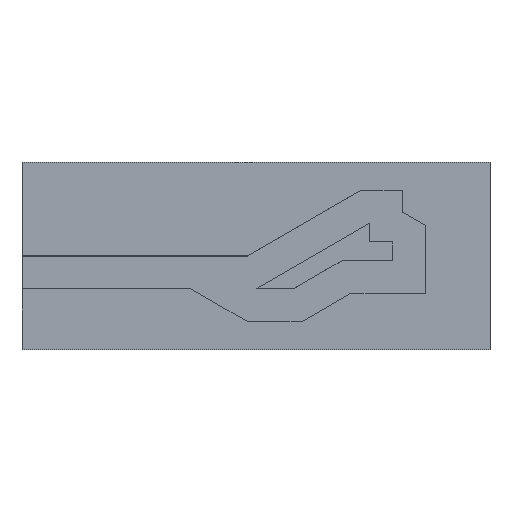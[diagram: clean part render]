
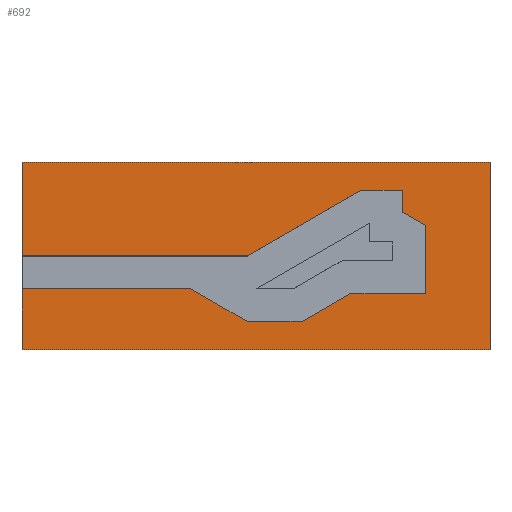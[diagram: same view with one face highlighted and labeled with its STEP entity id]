
A CAD part, top view. The second image highlights one B-rep face of the part: STEP entity #692.
In plain terms, the highlighted planar face has unit normal (0, 0, 1).
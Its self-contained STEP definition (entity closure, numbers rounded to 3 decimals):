
#8 = CARTESIAN_POINT ( 'NONE',  ( 50., 13.5, 3. ) ) ;
#12 = VECTOR ( 'NONE', #115, 1000. ) ;
#23 = VERTEX_POINT ( 'NONE', #107 ) ;
#35 = CARTESIAN_POINT ( 'NONE',  ( 0., 3.5, 3. ) ) ;
#40 = VECTOR ( 'NONE', #243, 1000. ) ;
#41 = ORIENTED_EDGE ( 'NONE', *, *, #232, .T. ) ;
#44 = ORIENTED_EDGE ( 'NONE', *, *, #72, .T. ) ;
#50 = VECTOR ( 'NONE', #106, 1000. ) ;
#65 = CARTESIAN_POINT ( 'NONE',  ( 36.187, 10.5, 3. ) ) ;
#72 = EDGE_CURVE ( 'NONE', #188, #572, #838, .T. ) ;
#83 = EDGE_CURVE ( 'NONE', #23, #524, #751, .T. ) ;
#84 = CARTESIAN_POINT ( 'NONE',  ( 43.124, 6.757, 3. ) ) ;
#87 = EDGE_CURVE ( 'NONE', #498, #487, #795, .T. ) ;
#88 = CARTESIAN_POINT ( 'NONE',  ( 0., 0., 3. ) ) ;
#90 = ORIENTED_EDGE ( 'NONE', *, *, #145, .T. ) ;
#106 = DIRECTION ( 'NONE',  ( 0., -1., 0. ) ) ;
#107 = CARTESIAN_POINT ( 'NONE',  ( 43.124, -0.5, 3. ) ) ;
#115 = DIRECTION ( 'NONE',  ( -1., 0., 0. ) ) ;
#122 = VERTEX_POINT ( 'NONE', #427 ) ;
#127 = DIRECTION ( 'NONE',  ( 0., -1., 0. ) ) ;
#130 = ORIENTED_EDGE ( 'NONE', *, *, #709, .T. ) ;
#145 = EDGE_CURVE ( 'NONE', #560, #300, #615, .T. ) ;
#150 = DIRECTION ( 'NONE',  ( 1., 0., 0. ) ) ;
#156 = VECTOR ( 'NONE', #495, 1000. ) ;
#158 = EDGE_CURVE ( 'NONE', #216, #188, #725, .T. ) ;
#161 = CARTESIAN_POINT ( 'NONE',  ( 0., 0., 3. ) ) ;
#166 = EDGE_CURVE ( 'NONE', #369, #742, #578, .T. ) ;
#173 = LINE ( 'NONE', #538, #733 ) ;
#175 = VECTOR ( 'NONE', #563, 1000. ) ;
#179 = CARTESIAN_POINT ( 'NONE',  ( 40.624, 8.2, 3. ) ) ;
#188 = VERTEX_POINT ( 'NONE', #65 ) ;
#201 = AXIS2_PLACEMENT_3D ( 'NONE', #161, #612, #233 ) ;
#208 = CARTESIAN_POINT ( 'NONE',  ( 18., 0., 3. ) ) ;
#214 = LINE ( 'NONE', #606, #50 ) ;
#216 = VERTEX_POINT ( 'NONE', #834 ) ;
#221 = VECTOR ( 'NONE', #328, 1000. ) ;
#232 = EDGE_CURVE ( 'NONE', #572, #498, #648, .T. ) ;
#233 = DIRECTION ( 'NONE',  ( 1., 0., 0. ) ) ;
#236 = CARTESIAN_POINT ( 'NONE',  ( 24.062, 3.5, 3. ) ) ;
#241 = ORIENTED_EDGE ( 'NONE', *, *, #423, .T. ) ;
#243 = DIRECTION ( 'NONE',  ( 0., 1., 0. ) ) ;
#246 = DIRECTION ( 'NONE',  ( 0.866, 0.5, 0. ) ) ;
#258 = DIRECTION ( 'NONE',  ( 0., -1., 0. ) ) ;
#269 = ORIENTED_EDGE ( 'NONE', *, *, #158, .T. ) ;
#273 = CARTESIAN_POINT ( 'NONE',  ( 35.134, -0.5, 3. ) ) ;
#274 = VECTOR ( 'NONE', #127, 1000. ) ;
#278 = VERTEX_POINT ( 'NONE', #573 ) ;
#286 = ORIENTED_EDGE ( 'NONE', *, *, #166, .T. ) ;
#288 = CARTESIAN_POINT ( 'NONE',  ( 40.624, 10.5, 3. ) ) ;
#300 = VERTEX_POINT ( 'NONE', #394 ) ;
#323 = CARTESIAN_POINT ( 'NONE',  ( 0., 3.5, 3. ) ) ;
#328 = DIRECTION ( 'NONE',  ( -1., 0., 0. ) ) ;
#334 = ORIENTED_EDGE ( 'NONE', *, *, #703, .T. ) ;
#338 = DIRECTION ( 'NONE',  ( -0.866, -0.5, 0. ) ) ;
#345 = CARTESIAN_POINT ( 'NONE',  ( 0., 0., 3. ) ) ;
#349 = DIRECTION ( 'NONE',  ( 1., 0., 0. ) ) ;
#352 = CARTESIAN_POINT ( 'NONE',  ( 29.938, -3.5, 3. ) ) ;
#353 = LINE ( 'NONE', #357, #156 ) ;
#357 = CARTESIAN_POINT ( 'NONE',  ( 0., 13.5, 3. ) ) ;
#358 = VERTEX_POINT ( 'NONE', #208 ) ;
#365 = VECTOR ( 'NONE', #809, 1000. ) ;
#366 = ORIENTED_EDGE ( 'NONE', *, *, #826, .T. ) ;
#369 = VERTEX_POINT ( 'NONE', #529 ) ;
#372 = CARTESIAN_POINT ( 'NONE',  ( 40.624, 10.5, 3. ) ) ;
#394 = CARTESIAN_POINT ( 'NONE',  ( 0., -6.5, 3. ) ) ;
#397 = LINE ( 'NONE', #715, #221 ) ;
#399 = EDGE_LOOP ( 'NONE', ( #90, #592, #286, #787, #366, #130, #269, #44, #41, #790, #401, #815, #533, #241, #334, #744 ) ) ;
#401 = ORIENTED_EDGE ( 'NONE', *, *, #691, .T. ) ;
#404 = CARTESIAN_POINT ( 'NONE',  ( 35.134, -0.5, 3. ) ) ;
#423 = EDGE_CURVE ( 'NONE', #638, #278, #397, .T. ) ;
#427 = CARTESIAN_POINT ( 'NONE',  ( 0., 3.5, 3. ) ) ;
#431 = DIRECTION ( 'NONE',  ( 1., 0., 0. ) ) ;
#439 = VERTEX_POINT ( 'NONE', #463 ) ;
#461 = VECTOR ( 'NONE', #258, 1000. ) ;
#463 = CARTESIAN_POINT ( 'NONE',  ( 0., 13.5, 3. ) ) ;
#476 = LINE ( 'NONE', #323, #461 ) ;
#477 = VECTOR ( 'NONE', #431, 1000. ) ;
#485 = LINE ( 'NONE', #683, #365 ) ;
#487 = VERTEX_POINT ( 'NONE', #84 ) ;
#491 = EDGE_CURVE ( 'NONE', #524, #638, #530, .T. ) ;
#495 = DIRECTION ( 'NONE',  ( -1., 0., 0. ) ) ;
#498 = VERTEX_POINT ( 'NONE', #792 ) ;
#508 = CARTESIAN_POINT ( 'NONE',  ( 0., 0., 3. ) ) ;
#522 = FACE_OUTER_BOUND ( 'NONE', #399, .T. ) ;
#524 = VERTEX_POINT ( 'NONE', #404 ) ;
#529 = CARTESIAN_POINT ( 'NONE',  ( 50., -6.5, 3. ) ) ;
#530 = LINE ( 'NONE', #273, #739 ) ;
#531 = EDGE_CURVE ( 'NONE', #300, #369, #173, .T. ) ;
#533 = ORIENTED_EDGE ( 'NONE', *, *, #491, .T. ) ;
#538 = CARTESIAN_POINT ( 'NONE',  ( 0., -6.5, 3. ) ) ;
#541 = DIRECTION ( 'NONE',  ( -1., 0., 0. ) ) ;
#545 = VECTOR ( 'NONE', #246, 1000. ) ;
#552 = EDGE_CURVE ( 'NONE', #358, #560, #827, .T. ) ;
#555 = VECTOR ( 'NONE', #349, 1000. ) ;
#559 = CARTESIAN_POINT ( 'NONE',  ( 50., 13.5, 3. ) ) ;
#560 = VERTEX_POINT ( 'NONE', #88 ) ;
#563 = DIRECTION ( 'NONE',  ( 0.866, -0.5, 0. ) ) ;
#572 = VERTEX_POINT ( 'NONE', #288 ) ;
#573 = CARTESIAN_POINT ( 'NONE',  ( 24.062, -3.5, 3. ) ) ;
#578 = LINE ( 'NONE', #559, #40 ) ;
#592 = ORIENTED_EDGE ( 'NONE', *, *, #531, .T. ) ;
#606 = CARTESIAN_POINT ( 'NONE',  ( 43.124, 6.757, 3. ) ) ;
#612 = DIRECTION ( 'NONE',  ( 0., 0., 1. ) ) ;
#615 = LINE ( 'NONE', #508, #670 ) ;
#638 = VERTEX_POINT ( 'NONE', #352 ) ;
#641 = EDGE_CURVE ( 'NONE', #742, #439, #353, .T. ) ;
#648 = LINE ( 'NONE', #372, #274 ) ;
#670 = VECTOR ( 'NONE', #697, 1000. ) ;
#677 = VECTOR ( 'NONE', #541, 1000. ) ;
#683 = CARTESIAN_POINT ( 'NONE',  ( 24.062, -3.5, 3. ) ) ;
#688 = CARTESIAN_POINT ( 'NONE',  ( 36.187, 10.5, 3. ) ) ;
#691 = EDGE_CURVE ( 'NONE', #487, #23, #214, .T. ) ;
#692 = ADVANCED_FACE ( 'NONE', ( #522 ), #817, .T. ) ;
#697 = DIRECTION ( 'NONE',  ( 0., -1., 0. ) ) ;
#703 = EDGE_CURVE ( 'NONE', #278, #358, #485, .T. ) ;
#709 = EDGE_CURVE ( 'NONE', #122, #216, #835, .T. ) ;
#715 = CARTESIAN_POINT ( 'NONE',  ( 29.938, -3.5, 3. ) ) ;
#725 = LINE ( 'NONE', #236, #545 ) ;
#733 = VECTOR ( 'NONE', #150, 1000. ) ;
#739 = VECTOR ( 'NONE', #338, 1000. ) ;
#742 = VERTEX_POINT ( 'NONE', #8 ) ;
#744 = ORIENTED_EDGE ( 'NONE', *, *, #552, .T. ) ;
#747 = CARTESIAN_POINT ( 'NONE',  ( 35.134, -0.5, 3. ) ) ;
#751 = LINE ( 'NONE', #747, #12 ) ;
#787 = ORIENTED_EDGE ( 'NONE', *, *, #641, .T. ) ;
#790 = ORIENTED_EDGE ( 'NONE', *, *, #87, .T. ) ;
#792 = CARTESIAN_POINT ( 'NONE',  ( 40.624, 8.2, 3. ) ) ;
#795 = LINE ( 'NONE', #179, #175 ) ;
#809 = DIRECTION ( 'NONE',  ( -0.866, 0.5, 0. ) ) ;
#815 = ORIENTED_EDGE ( 'NONE', *, *, #83, .T. ) ;
#817 = PLANE ( 'NONE',  #201 ) ;
#826 = EDGE_CURVE ( 'NONE', #439, #122, #476, .T. ) ;
#827 = LINE ( 'NONE', #345, #677 ) ;
#834 = CARTESIAN_POINT ( 'NONE',  ( 24.062, 3.5, 3. ) ) ;
#835 = LINE ( 'NONE', #35, #555 ) ;
#838 = LINE ( 'NONE', #688, #477 ) ;
